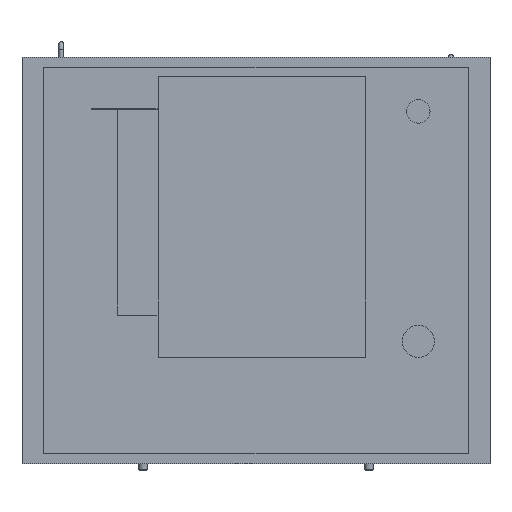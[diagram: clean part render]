
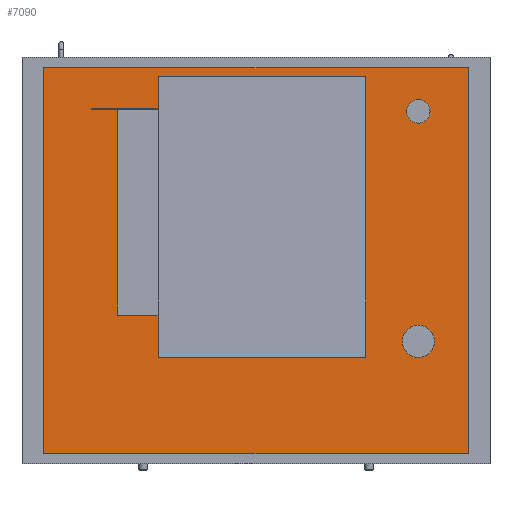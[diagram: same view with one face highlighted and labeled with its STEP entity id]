
A CAD part, front view. The second image highlights one B-rep face of the part: STEP entity #7090.
In plain terms, the highlighted planar face has unit normal (0, -1, 0).
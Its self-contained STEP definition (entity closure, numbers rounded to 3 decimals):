
#442=FACE_OUTER_BOUND('',#897,.T.);
#897=EDGE_LOOP('',(#4745,#4746,#4747,#4748));
#1369=LINE('',#10450,#2189);
#1372=LINE('',#10455,#2192);
#1375=LINE('',#10460,#2195);
#1376=LINE('',#10462,#2196);
#2189=VECTOR('',#8313,10.);
#2192=VECTOR('',#8318,10.);
#2195=VECTOR('',#8323,10.);
#2196=VECTOR('',#8326,10.);
#3001=VERTEX_POINT('',#10448);
#3002=VERTEX_POINT('',#10449);
#3003=VERTEX_POINT('',#10454);
#3004=VERTEX_POINT('',#10458);
#3689=EDGE_CURVE('',#3001,#3002,#1369,.T.);
#3692=EDGE_CURVE('',#3003,#3002,#1372,.T.);
#3695=EDGE_CURVE('',#3001,#3004,#1375,.T.);
#3696=EDGE_CURVE('',#3003,#3004,#1376,.T.);
#4745=ORIENTED_EDGE('',*,*,#3695,.T.);
#4746=ORIENTED_EDGE('',*,*,#3696,.F.);
#4747=ORIENTED_EDGE('',*,*,#3692,.T.);
#4748=ORIENTED_EDGE('',*,*,#3689,.F.);
#6735=PLANE('',#7620);
#7090=ADVANCED_FACE('',(#442),#6735,.T.);
#7620=AXIS2_PLACEMENT_3D('',#10461,#8324,#8325);
#8313=DIRECTION('',(0.,0.,1.));
#8318=DIRECTION('',(-1.,0.,0.));
#8323=DIRECTION('',(1.,0.,0.));
#8324=DIRECTION('center_axis',(0.,-1.,0.));
#8325=DIRECTION('ref_axis',(0.,0.,-1.));
#8326=DIRECTION('',(0.,0.,-1.));
#10448=CARTESIAN_POINT('',(-362.5,-185.,-330.));
#10449=CARTESIAN_POINT('',(-362.5,-185.,330.));
#10450=CARTESIAN_POINT('',(-362.5,-185.,330.));
#10454=CARTESIAN_POINT('',(362.5,-185.,330.));
#10455=CARTESIAN_POINT('',(0.,-185.,330.));
#10458=CARTESIAN_POINT('',(362.5,-185.,-330.));
#10460=CARTESIAN_POINT('',(0.,-185.,-330.));
#10461=CARTESIAN_POINT('Origin',(0.,-185.,330.));
#10462=CARTESIAN_POINT('',(362.5,-185.,330.));
